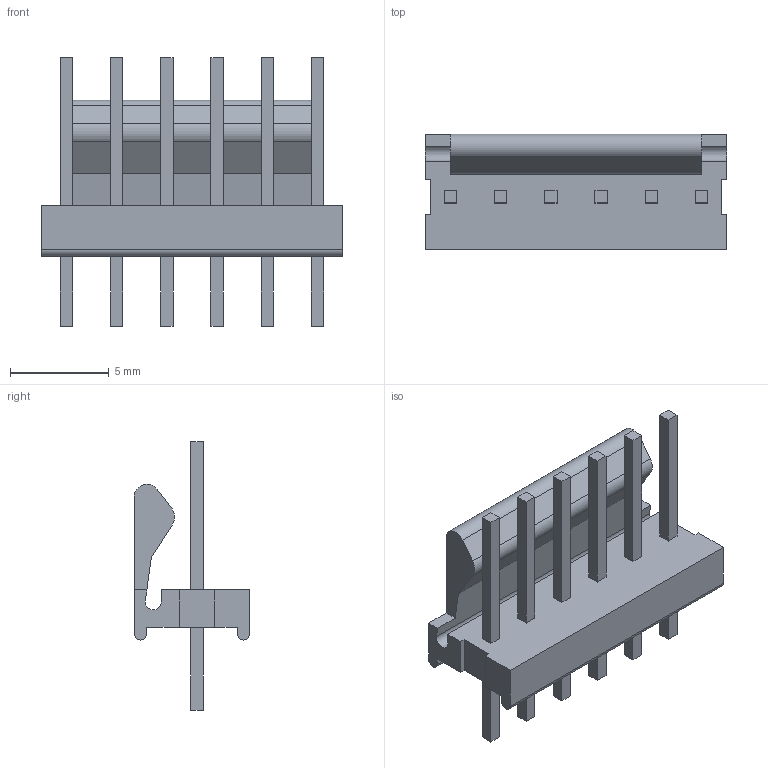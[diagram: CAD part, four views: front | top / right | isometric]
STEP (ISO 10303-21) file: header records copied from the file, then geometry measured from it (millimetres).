
FILE_DESCRIPTION((''),'2;1');
FILE_NAME('C-3-641215-6','2016-10-17T',('workeradm'),('Tyco Electronics Ltd.'),'CREO PARAMETRIC BY PTC INC, 2016050','CREO PARAMETRIC BY PTC INC, 2016050','');
FILE_SCHEMA(('AUTOMOTIVE_DESIGN { 1 0 10303 214 1 1 1 1 }'));
Length unit declared in the file: millimetre
Products named in the file (1): C-3-641215-6
Bounding box: 15.24 x 5.84 x 13.59 mm (x, y, z)
Volume: 281.3 mm3; surface area: 648.4 mm2
Topology: 1 solids, 1 shells, 89 faces, 225 edges, 150 vertices
Faces by surface type: plane 84, cylinder 5
Entity records: 2673 total; most frequent: CARTESIAN_POINT 466, ORIENTED_EDGE 450, DIRECTION 413, EDGE_CURVE 225, VECTOR 215, LINE 215, VERTEX_POINT 150, EDGE_LOOP 101
